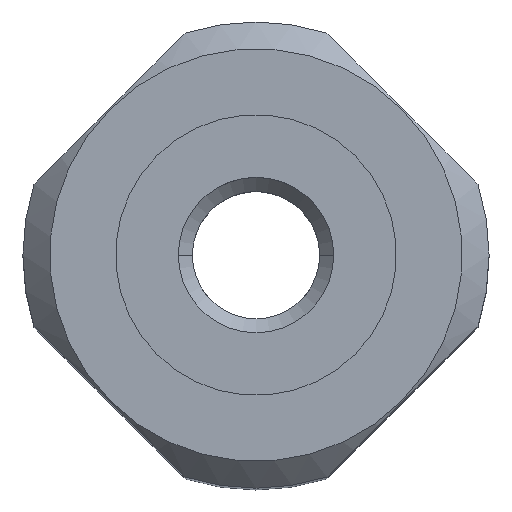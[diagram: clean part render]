
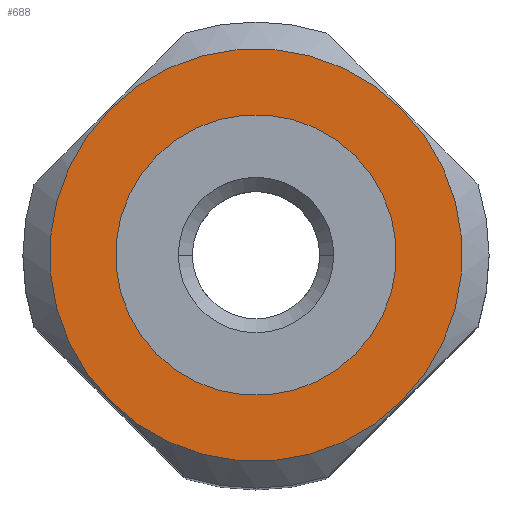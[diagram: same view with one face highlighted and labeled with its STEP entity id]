
A CAD part, top view. The second image highlights one B-rep face of the part: STEP entity #688.
In plain terms, the highlighted planar face has unit normal (0, 0, 1).
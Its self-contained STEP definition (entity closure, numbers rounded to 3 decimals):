
#380=EDGE_CURVE('',#580,#538,#997,.T.);
#456=VERTEX_POINT('',#1081);
#538=VERTEX_POINT('',#1171);
#580=VERTEX_POINT('',#1220);
#600=EDGE_CURVE('',#538,#580,#1241,.T.);
#640=VERTEX_POINT('',#1284);
#662=EDGE_CURVE('',#640,#456,#1307,.T.);
#688=ADVANCED_FACE('',(#1335,#1336),#1337,.T.);
#794=EDGE_CURVE('',#456,#640,#1455,.T.);
#997=CIRCLE('',#1703,5.418);
#1081=CARTESIAN_POINT('',(-5.632,-5.632,0.));
#1171=CARTESIAN_POINT('',(3.831,3.831,0.0));
#1220=CARTESIAN_POINT('',(-3.831,-3.831,0.));
#1241=CIRCLE('',#2095,5.418);
#1284=CARTESIAN_POINT('',(5.632,5.632,0.0));
#1307=CIRCLE('',#2184,7.965);
#1335=FACE_BOUND('',#2225,.T.);
#1336=FACE_OUTER_BOUND('',#2226,.T.);
#1337=PLANE('',#2227);
#1455=CIRCLE('',#2406,7.965);
#1703=AXIS2_PLACEMENT_3D('',#2674,#2675,#2676);
#2095=AXIS2_PLACEMENT_3D('',#2971,#2972,#2973);
#2184=AXIS2_PLACEMENT_3D('',#3038,#3039,#3040);
#2225=EDGE_LOOP('',(#3062,#3063));
#2226=EDGE_LOOP('',(#3064,#3065));
#2227=AXIS2_PLACEMENT_3D('',#3066,#3067,#3068);
#2406=AXIS2_PLACEMENT_3D('',#3217,#3218,#3219);
#2674=CARTESIAN_POINT('',(0.0,0.0,0.0));
#2675=DIRECTION('',(0.,0.,1.0));
#2676=DIRECTION('',(0.707,0.707,0.0));
#2971=CARTESIAN_POINT('',(0.0,0.0,0.0));
#2972=DIRECTION('',(0.,0.,1.0));
#2973=DIRECTION('',(0.707,0.707,0.0));
#3038=CARTESIAN_POINT('',(0.0,0.0,0.0));
#3039=DIRECTION('',(0.,0.,1.0));
#3040=DIRECTION('',(0.707,0.707,0.0));
#3062=ORIENTED_EDGE('',*,*,#600,.F.);
#3063=ORIENTED_EDGE('',*,*,#380,.F.);
#3064=ORIENTED_EDGE('',*,*,#662,.T.);
#3065=ORIENTED_EDGE('',*,*,#794,.T.);
#3066=CARTESIAN_POINT('',(4.732,4.732,0.0));
#3067=DIRECTION('',(0.,0.,1.0));
#3068=DIRECTION('',(0.707,0.707,0.0));
#3217=CARTESIAN_POINT('',(0.0,0.0,0.0));
#3218=DIRECTION('',(0.,0.,1.0));
#3219=DIRECTION('',(0.707,0.707,0.0));
